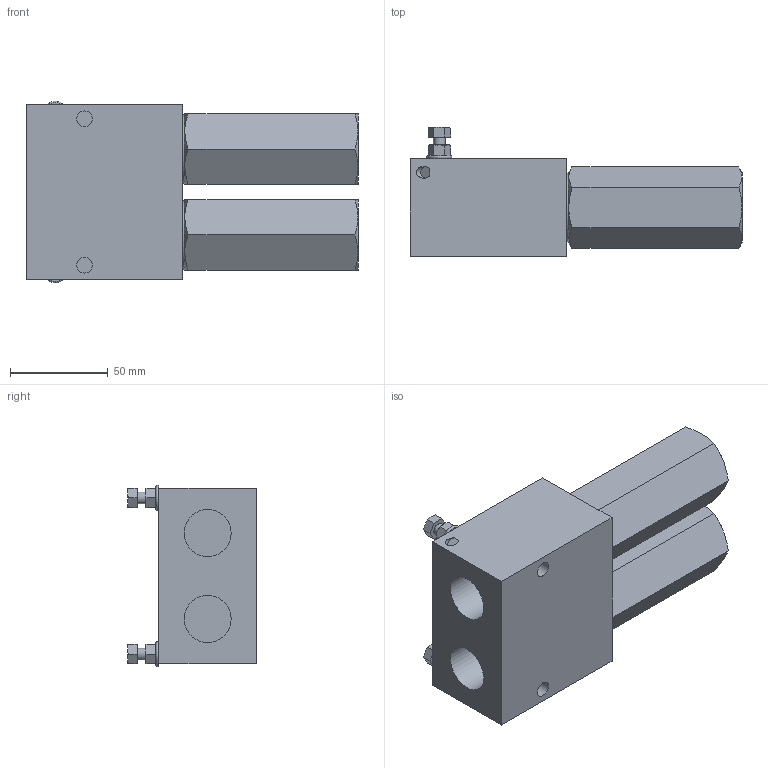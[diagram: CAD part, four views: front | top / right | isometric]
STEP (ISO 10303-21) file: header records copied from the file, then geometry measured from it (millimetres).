
FILE_DESCRIPTION( ( 'STEP AP214' ), '1' );
FILE_NAME( 'RØR MOTION CONTROL VALVE LHK 44G-21.stp', '2019-09-17T08:41:59', ( '' ), ( '' ), ' ', 'PARTsolutions', ' ' );
FILE_SCHEMA( ( 'AUTOMOTIVE_DESIGN { 1 0 10303 214 1 1 1 1 }' ) );
Length unit declared in the file: millimetre
Products named in the file (4): 59361007 HAWE LHK 44 G(F) -21; _HAWE LHK 44 G(F) -21; _HAWE Lasthalteeinsatz-LHK44; _HAWE Schr-6kt-SEAL-LOCK-BundMut-M6
Assembly tree (5 placements, depth 2):
  59361007 HAWE LHK 44 G(F) -21
    _HAWE LHK 44 G(F) -21
    _HAWE Lasthalteeinsatz-LHK44  x2
    _HAWE Schr-6kt-SEAL-LOCK-BundMut-M6  x2
Bounding box: 170 x 66 x 92.91 mm (x, y, z)
Volume: 478504 mm3; surface area: 89949.5 mm2
Topology: 5 solids, 5 shells, 234 faces, 482 edges, 302 vertices
Faces by surface type: plane 118, cone 56, cylinder 50, torus 6, sphere 4
Full cylindrical faces by diameter (mm): 2 x2, 4 x2, 6 x4, 6.5 x2, 8 x4, 16.3 x2, 18 x2, 18.2 x2, 24.12 x2, 25 x2, 26.44 x2, 27.5 x2, 28 x2, 30 x2, 31.7 x2, 32 x2, 32.3 x2, 32.5 x2, 34 x2, 35 x4, 36 x2
Entity records: 4884 total; most frequent: CARTESIAN_POINT 948, DIRECTION 570, ORIENTED_EDGE 468, AXIS2_PLACEMENT_3D 254, EDGE_CURVE 234, EDGE_LOOP 218, FACE_OUTER_BOUND 180, VERTEX_POINT 176
